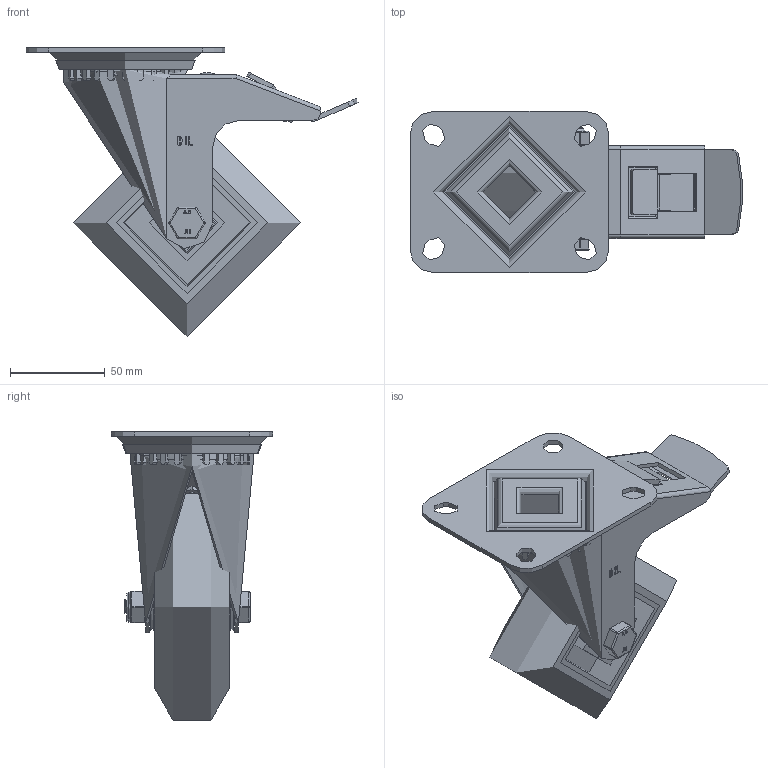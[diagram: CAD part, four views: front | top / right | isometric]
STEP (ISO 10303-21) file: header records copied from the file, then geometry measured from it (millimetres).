
FILE_DESCRIPTION(/* description */ (''),/* implementation_level */ '2;1');
FILE_NAME(/* name */ 'BZMM125SRERBJSWB.step',/* time_stamp */ '2024-08-23T11:17:42+01:00',/* author */ (''),/* organization */ (''),/* preprocessor_version */ 'ST-DEVELOPER v20',/* originating_system */ 'Autodesk Translation Framework v13.14.0.145',/* authorisation */ '');
FILE_SCHEMA (('AUTOMOTIVE_DESIGN { 1 0 10303 214 3 1 1 }'));
Length unit declared in the file: millimetre
Products named in the file (38): BZMM125SRERBJSWB; BZMM125ASSWB v1; ZINC PLATED, PRESSED STEEL TOP PLATE; ZINC PLATED, PRESSED STEEL FORKS; BEARING SEAL; ZINC PLATED, PRESSED STEEL BRAKE PEDAL; ZINC PLATED, PRESSED STEEL BRAKE PEDAL Geometry; BRAKE BOLT; BRAKE PAD; BRAKE PAD Geometry; BOLT; NUT; BZH125WSRERBJM15 v1; 55 SHORE A ELASTIC RUBBER TYRE; ALUMINIUM RIM; ALUMINIUM RIM Geometry; BEARING SPACER; BEARING6002; Pattern; BEARING6002 (1); Pattern (1); Component1; METAL; METAL2; MIDDLE; RUBBER; TUBEM15X45 v1; ZINC PLATED, STEEL TUBE; WP15X25X2BLK v1; NYLON WASHER; WP15X25X2BLK v1 (1); NYLON WASHER (1); HEXBOLTM10X60Z8.8 v2; GRADE 8.8 ZINC PLATED BOLT; NYLOCM10Z v1; NYLOC NUT; RUBBER (1); NUT (1)
Assembly tree (60 placements, depth 5):
  BZMM125SRERBJSWB
    BZMM125ASSWB v1
      ZINC PLATED, PRESSED STEEL TOP PLATE
      ZINC PLATED, PRESSED STEEL FORKS
      BEARING SEAL
      ZINC PLATED, PRESSED STEEL BRAKE PEDAL
        ZINC PLATED, PRESSED STEEL BRAKE PEDAL Geometry
        BRAKE BOLT
      BRAKE PAD
        BRAKE PAD Geometry
        BOLT
        NUT
    BZH125WSRERBJM15 v1
      55 SHORE A ELASTIC RUBBER TYRE
      ALUMINIUM RIM
        ALUMINIUM RIM Geometry
        BEARING SPACER
      BEARING6002
        METAL
        METAL2
        Pattern
          Component1  x9
        MIDDLE
        RUBBER  x2
      BEARING6002 (1)
        Pattern (1)
          Component1  x9
        METAL
        METAL2
        MIDDLE
        RUBBER  x2
    TUBEM15X45 v1
      ZINC PLATED, STEEL TUBE
    WP15X25X2BLK v1
      NYLON WASHER
    WP15X25X2BLK v1 (1)
      NYLON WASHER (1)
    HEXBOLTM10X60Z8.8 v2
      GRADE 8.8 ZINC PLATED BOLT
    NYLOCM10Z v1
      NYLOC NUT
        RUBBER (1)
        NUT (1)
Bounding box: 175.28 x 85 x 152.32 mm (x, y, z)
Volume: 440973.6 mm3; surface area: 166809.3 mm2
Topology: 45 solids, 45 shells, 1373 faces, 3532 edges, 2305 vertices
Faces by surface type: plane 569, bspline 407, cylinder 277, sphere 73, cone 28, torus 19
Full cylindrical faces by diameter (mm): 6 x6, 8.141 x19, 9.85 x20, 10 x3, 10.2 x3, 12 x2, 14.95 x1, 15 x3, 15.5 x1, 15.75 x2, 16 x1, 19 x3, 20 x4, 20.5 x4, 21.5 x4, 25 x2, 26 x1, 26.8 x4, 28 x3, 28.2 x8, 32 x4, 34 x2, 40 x3, 61.5 x1, 65.5 x1, 74 x2
Entity records: 36680 total; most frequent: CARTESIAN_POINT 15274, ORIENTED_EDGE 4388, DIRECTION 3957, EDGE_CURVE 2194, VERTEX_POINT 1427, AXIS2_PLACEMENT_3D 1385, LINE 1187, VECTOR 1187
